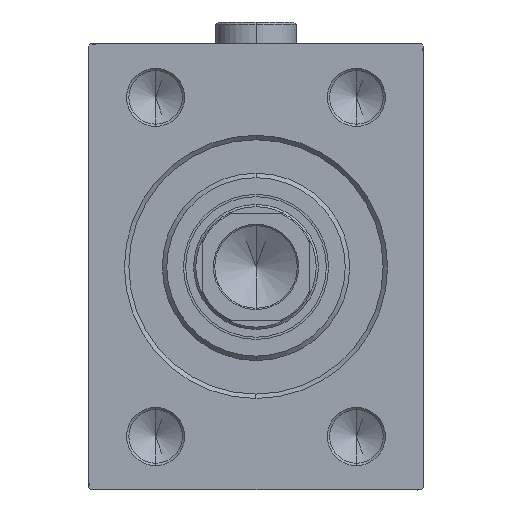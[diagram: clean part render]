
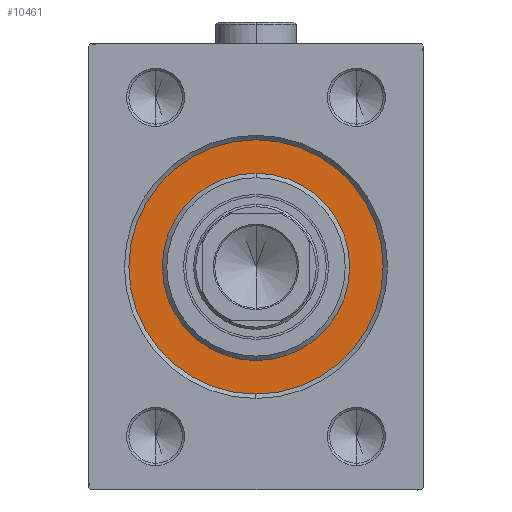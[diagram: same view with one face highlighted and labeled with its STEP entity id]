
A CAD part, left-side view. The second image highlights one B-rep face of the part: STEP entity #10461.
In plain terms, the highlighted face is planar.
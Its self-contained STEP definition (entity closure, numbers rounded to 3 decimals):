
#3959 = DIRECTION ( 'NONE',  ( 1., 0., 0. ) ) ;
#6053 = AXIS2_PLACEMENT_3D ( 'NONE', #32584, #15043, #29131 ) ;
#6346 = CARTESIAN_POINT ( 'NONE',  ( 0., 0., 21. ) ) ;
#6885 = VERTEX_POINT ( 'NONE', #6346 ) ;
#7326 = VERTEX_POINT ( 'NONE', #39769 ) ;
#9229 = DIRECTION ( 'NONE',  ( -1., 0., 0. ) ) ;
#9707 = AXIS2_PLACEMENT_3D ( 'NONE', #23776, #9229, #44369 ) ;
#10461 = ADVANCED_FACE ( 'NONE', ( #22869, #12704 ), #34408, .F. ) ;
#10560 = CIRCLE ( 'NONE', #6053, 21. ) ;
#11308 = EDGE_CURVE ( 'NONE', #11707, #6885, #40002, .T. ) ;
#11526 = AXIS2_PLACEMENT_3D ( 'NONE', #37330, #19770, #26925 ) ;
#11707 = VERTEX_POINT ( 'NONE', #29081 ) ;
#12704 = FACE_OUTER_BOUND ( 'NONE', #22157, .T. ) ;
#12939 = CARTESIAN_POINT ( 'NONE',  ( 0., 0., 28.5 ) ) ;
#14305 = AXIS2_PLACEMENT_3D ( 'NONE', #17851, #35875, #14632 ) ;
#14481 = EDGE_CURVE ( 'NONE', #6885, #11707, #10560, .T. ) ;
#14632 = DIRECTION ( 'NONE',  ( 0., 0., 1. ) ) ;
#15032 = CIRCLE ( 'NONE', #14305, 28.5 ) ;
#15043 = DIRECTION ( 'NONE',  ( 1., 0., 0. ) ) ;
#17851 = CARTESIAN_POINT ( 'NONE',  ( 0., 0., 0. ) ) ;
#19770 = DIRECTION ( 'NONE',  ( -1., 0., 0. ) ) ;
#19852 = EDGE_CURVE ( 'NONE', #41811, #7326, #15032, .T. ) ;
#22157 = EDGE_LOOP ( 'NONE', ( #23106, #42021 ) ) ;
#22869 = FACE_BOUND ( 'NONE', #25345, .T. ) ;
#23033 = AXIS2_PLACEMENT_3D ( 'NONE', #24301, #3959, #45567 ) ;
#23106 = ORIENTED_EDGE ( 'NONE', *, *, #26086, .F. ) ;
#23776 = CARTESIAN_POINT ( 'NONE',  ( 0., 0., 0. ) ) ;
#24301 = CARTESIAN_POINT ( 'NONE',  ( 0., 0., 0. ) ) ;
#25067 = ORIENTED_EDGE ( 'NONE', *, *, #11308, .F. ) ;
#25345 = EDGE_LOOP ( 'NONE', ( #43436, #25067 ) ) ;
#26086 = EDGE_CURVE ( 'NONE', #7326, #41811, #34377, .T. ) ;
#26925 = DIRECTION ( 'NONE',  ( 0., 0., 1. ) ) ;
#29081 = CARTESIAN_POINT ( 'NONE',  ( 0., 0., -21. ) ) ;
#29131 = DIRECTION ( 'NONE',  ( 0., 0., -1. ) ) ;
#32584 = CARTESIAN_POINT ( 'NONE',  ( 0., 0., 0. ) ) ;
#34377 = CIRCLE ( 'NONE', #11526, 28.5 ) ;
#34408 = PLANE ( 'NONE',  #9707 ) ;
#35875 = DIRECTION ( 'NONE',  ( -1., 0., 0. ) ) ;
#37330 = CARTESIAN_POINT ( 'NONE',  ( 0., 0., 0. ) ) ;
#39769 = CARTESIAN_POINT ( 'NONE',  ( 0., 0., -28.5 ) ) ;
#40002 = CIRCLE ( 'NONE', #23033, 21. ) ;
#41811 = VERTEX_POINT ( 'NONE', #12939 ) ;
#42021 = ORIENTED_EDGE ( 'NONE', *, *, #19852, .F. ) ;
#43436 = ORIENTED_EDGE ( 'NONE', *, *, #14481, .F. ) ;
#44369 = DIRECTION ( 'NONE',  ( 0., 0., 1. ) ) ;
#45567 = DIRECTION ( 'NONE',  ( 0., 0., -1. ) ) ;
